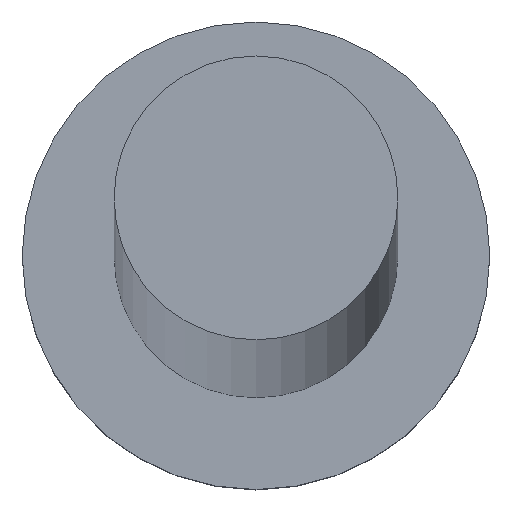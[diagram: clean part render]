
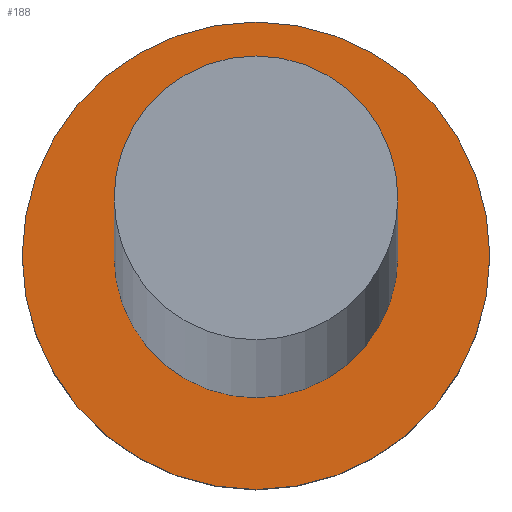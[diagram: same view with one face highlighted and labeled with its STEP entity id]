
A CAD part, top view. The second image highlights one B-rep face of the part: STEP entity #188.
In plain terms, the highlighted planar face has unit normal (0, 0, 1).
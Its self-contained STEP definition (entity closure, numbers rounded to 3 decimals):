
#6 = CARTESIAN_POINT ( 'NONE',  ( 0., 0., 6.5 ) ) ;
#7 = CARTESIAN_POINT ( 'NONE',  ( 0., 0., 6.5 ) ) ;
#17 = AXIS2_PLACEMENT_3D ( 'NONE', #7, #164, #166 ) ;
#19 = DIRECTION ( 'NONE',  ( 0., 0., 1. ) ) ;
#26 = CARTESIAN_POINT ( 'NONE',  ( -4.25, 0., 6.5 ) ) ;
#33 = CARTESIAN_POINT ( 'NONE',  ( 4.25, 0., 6.5 ) ) ;
#39 = FACE_BOUND ( 'NONE', #132, .T. ) ;
#41 = CARTESIAN_POINT ( 'NONE',  ( 7., 0., 6.5 ) ) ;
#42 = CIRCLE ( 'NONE', #57, 4.25 ) ;
#47 = DIRECTION ( 'NONE',  ( 0., 0., 1. ) ) ;
#51 = EDGE_CURVE ( 'NONE', #227, #211, #246, .T. ) ;
#52 = ORIENTED_EDGE ( 'NONE', *, *, #114, .T. ) ;
#55 = CARTESIAN_POINT ( 'NONE',  ( 0., 0., 6.5 ) ) ;
#57 = AXIS2_PLACEMENT_3D ( 'NONE', #221, #47, #121 ) ;
#68 = CIRCLE ( 'NONE', #137, 7. ) ;
#76 = AXIS2_PLACEMENT_3D ( 'NONE', #210, #19, #218 ) ;
#82 = CARTESIAN_POINT ( 'NONE',  ( -7., 0., 6.5 ) ) ;
#86 = EDGE_LOOP ( 'NONE', ( #52, #153 ) ) ;
#89 = CIRCLE ( 'NONE', #17, 4.25 ) ;
#109 = AXIS2_PLACEMENT_3D ( 'NONE', #6, #120, #197 ) ;
#114 = EDGE_CURVE ( 'NONE', #211, #227, #68, .T. ) ;
#120 = DIRECTION ( 'NONE',  ( 0., 0., 1. ) ) ;
#121 = DIRECTION ( 'NONE',  ( 1., 0., 0. ) ) ;
#132 = EDGE_LOOP ( 'NONE', ( #174, #167 ) ) ;
#137 = AXIS2_PLACEMENT_3D ( 'NONE', #55, #179, #241 ) ;
#153 = ORIENTED_EDGE ( 'NONE', *, *, #51, .T. ) ;
#164 = DIRECTION ( 'NONE',  ( 0., 0., 1. ) ) ;
#166 = DIRECTION ( 'NONE',  ( 1., 0., 0. ) ) ;
#167 = ORIENTED_EDGE ( 'NONE', *, *, #201, .F. ) ;
#170 = PLANE ( 'NONE',  #109 ) ;
#174 = ORIENTED_EDGE ( 'NONE', *, *, #234, .F. ) ;
#179 = DIRECTION ( 'NONE',  ( 0., 0., 1. ) ) ;
#188 = ADVANCED_FACE ( 'NONE', ( #39, #223 ), #170, .T. ) ;
#197 = DIRECTION ( 'NONE',  ( 1., 0., 0. ) ) ;
#201 = EDGE_CURVE ( 'NONE', #255, #224, #42, .T. ) ;
#210 = CARTESIAN_POINT ( 'NONE',  ( 0., 0., 6.5 ) ) ;
#211 = VERTEX_POINT ( 'NONE', #82 ) ;
#218 = DIRECTION ( 'NONE',  ( 1., 0., 0. ) ) ;
#221 = CARTESIAN_POINT ( 'NONE',  ( 0., 0., 6.5 ) ) ;
#223 = FACE_OUTER_BOUND ( 'NONE', #86, .T. ) ;
#224 = VERTEX_POINT ( 'NONE', #26 ) ;
#227 = VERTEX_POINT ( 'NONE', #41 ) ;
#234 = EDGE_CURVE ( 'NONE', #224, #255, #89, .T. ) ;
#241 = DIRECTION ( 'NONE',  ( 1., 0., 0. ) ) ;
#246 = CIRCLE ( 'NONE', #76, 7. ) ;
#255 = VERTEX_POINT ( 'NONE', #33 ) ;
